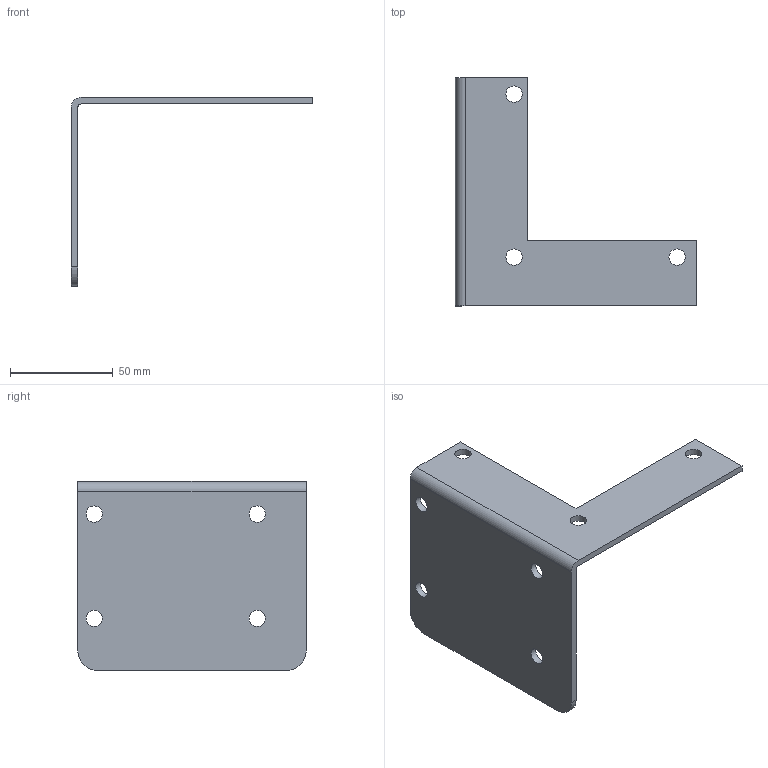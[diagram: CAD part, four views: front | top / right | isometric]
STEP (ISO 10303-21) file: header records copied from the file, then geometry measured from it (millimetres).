
FILE_DESCRIPTION (( 'STEP AP203' ), '1' );
FILE_NAME ('1485BL2.step', '2020-11-19T14:29:50', ( 'ADC123' ), ( 'Microsoft' ), 'SwSTEP 2.0', 'SolidWorks 2019', '' );
FILE_SCHEMA (( 'CONFIG_CONTROL_DESIGN' ));
Length unit declared in the file: inch
Products named in the file (1): 1485BL2
Bounding box: 117.47 x 111.12 x 92.08 mm (x, y, z)
Volume: 50315.1 mm3; surface area: 34230.5 mm2
Topology: 1 solids, 1 shells, 21 faces, 57 edges, 38 vertices
Faces by surface type: cylinder 11, plane 10
Full cylindrical faces by diameter (mm): 7.937 x2, 7.938 x5
Entity records: 745 total; most frequent: DIRECTION 116, CARTESIAN_POINT 110, ORIENTED_EDGE 100, EDGE_CURVE 50, AXIS2_PLACEMENT_3D 44, EDGE_LOOP 42, VERTEX_POINT 38, FACE_OUTER_BOUND 28
